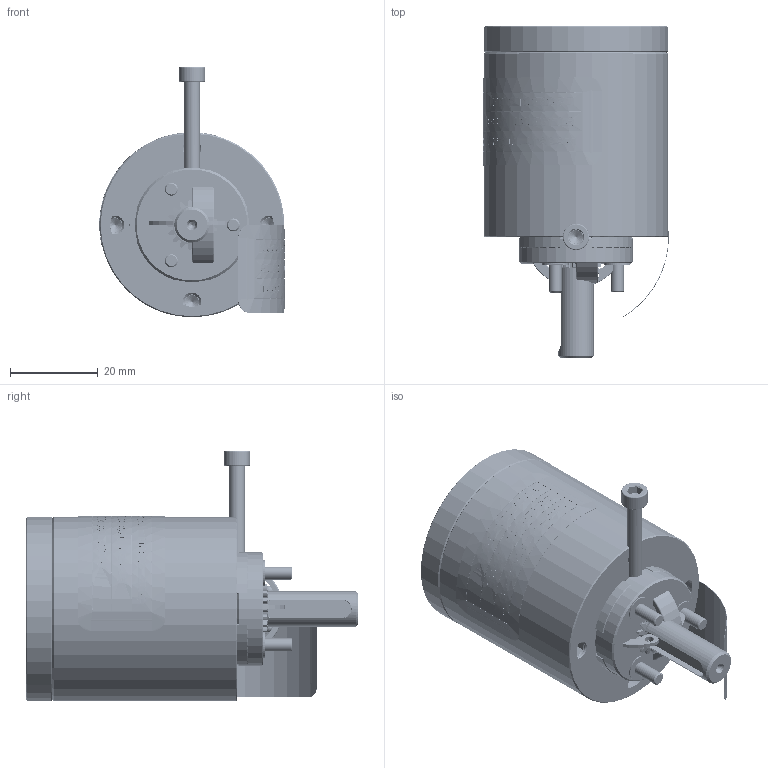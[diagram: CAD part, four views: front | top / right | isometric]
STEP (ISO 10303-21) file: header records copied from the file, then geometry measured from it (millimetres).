
FILE_DESCRIPTION(('FreeCAD Model'),'2;1');
FILE_NAME('Open CASCADE Shape Model','2025-05-02T03:36:31',('FreeCAD'),( 'FreeCAD'),'Open CASCADE STEP processor 7.6','FreeCAD','Unknown');
FILE_SCHEMA(('AUTOMOTIVE_DESIGN { 1 0 10303 214 1 1 1 1 }'));
Length unit declared in the file: millimetre
Products named in the file (1): Open CASCADE STEP translator 7.6 1
Bounding box: 42.19 x 75.5 x 57 mm (x, y, z)
Volume: 110068.6 mm3; surface area: 76122.8 mm2
Topology: 43 solids, 43 shells, 4634 faces, 12738 edges, 8379 vertices
Faces by surface type: cylinder 2975, plane 947, cone 330, bspline 252, torus 82, sphere 48
Full cylindrical faces by diameter (mm): 1.4 x2, 2 x6, 2.95 x12, 3 x7, 3.242 x8, 3.5 x95, 3.6 x8, 3.7 x16, 4.4 x8, 5.05 x2, 5.5 x2, 6 x17, 6.1 x8, 7.85 x2, 8 x2, 8.25 x8, 10.5 x2, 11.95 x2, 12 x4, 14.8 x8, 16.5 x2, 17.5 x2, 17.55 x2, 18.3 x8, 21 x4, 21.05 x6, 23.1 x4, 25 x2, 26 x4, 26.3 x2
Entity records: 240888 total; most frequent: CARTESIAN_POINT 130192, ORIENTED_EDGE 25174, DIRECTION 20532, EDGE_CURVE 12587, VERTEX_POINT 8331, AXIS2_PLACEMENT_3D 8247, FACE_BOUND 5076, EDGE_LOOP 5028
